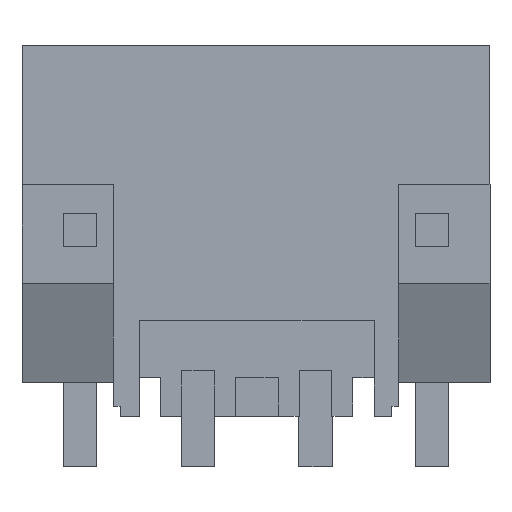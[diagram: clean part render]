
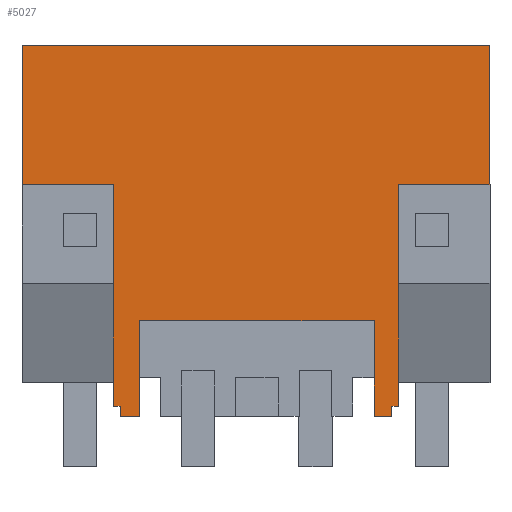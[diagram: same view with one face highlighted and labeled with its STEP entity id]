
A CAD part, front view. The second image highlights one B-rep face of the part: STEP entity #5027.
In plain terms, the highlighted planar face has unit normal (0, -1, 0).
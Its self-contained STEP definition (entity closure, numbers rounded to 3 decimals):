
#4997=AXIS2_PLACEMENT_3D('Plane Axis2P3D',#4994,#4995,#4996) ;
#1540=CARTESIAN_POINT('Line Origine',(3.5,0.,2.925)) ;
#1544=CARTESIAN_POINT('Vertex',(3.5,0.,1.5)) ;
#1546=CARTESIAN_POINT('Vertex',(3.5,0.,4.35)) ;
#1578=CARTESIAN_POINT('Vertex',(2.925,0.,1.5)) ;
#1581=CARTESIAN_POINT('Line Origine',(3.213,0.,1.5)) ;
#1599=CARTESIAN_POINT('Line Origine',(2.925,0.,1.65)) ;
#1603=CARTESIAN_POINT('Vertex',(2.925,0.,1.8)) ;
#1624=CARTESIAN_POINT('Line Origine',(2.825,0.,1.8)) ;
#1628=CARTESIAN_POINT('Vertex',(2.725,0.,1.8)) ;
#1649=CARTESIAN_POINT('Line Origine',(2.725,0.,5.1)) ;
#1653=CARTESIAN_POINT('Vertex',(2.725,0.,8.4)) ;
#1927=CARTESIAN_POINT('Vertex',(0.,0.,8.4)) ;
#1930=CARTESIAN_POINT('Line Origine',(0.,0.,10.475)) ;
#1934=CARTESIAN_POINT('Vertex',(0.,0.,12.55)) ;
#2033=CARTESIAN_POINT('Line Origine',(6.975,0.,12.55)) ;
#2037=CARTESIAN_POINT('Vertex',(13.95,0.,12.55)) ;
#3110=CARTESIAN_POINT('Line Origine',(13.95,0.,10.475)) ;
#3114=CARTESIAN_POINT('Vertex',(13.95,0.,8.4)) ;
#3382=CARTESIAN_POINT('Vertex',(11.225,0.,8.4)) ;
#3385=CARTESIAN_POINT('Line Origine',(11.225,0.,5.1)) ;
#3389=CARTESIAN_POINT('Vertex',(11.225,0.,1.8)) ;
#3413=CARTESIAN_POINT('Line Origine',(11.125,0.,1.8)) ;
#3417=CARTESIAN_POINT('Vertex',(11.025,0.,1.8)) ;
#3438=CARTESIAN_POINT('Line Origine',(11.025,0.,1.65)) ;
#3442=CARTESIAN_POINT('Vertex',(11.025,0.,1.5)) ;
#3463=CARTESIAN_POINT('Line Origine',(10.763,0.,1.5)) ;
#3467=CARTESIAN_POINT('Vertex',(10.5,0.,1.5)) ;
#3488=CARTESIAN_POINT('Line Origine',(10.5,0.,2.925)) ;
#3492=CARTESIAN_POINT('Vertex',(10.5,0.,4.35)) ;
#4549=CARTESIAN_POINT('Line Origine',(7.,0.,4.35)) ;
#4994=CARTESIAN_POINT('Axis2P3D Location',(0.,0.,1.5)) ;
#4999=CARTESIAN_POINT('Line Origine',(1.362,0.,8.4)) ;
#5004=CARTESIAN_POINT('Line Origine',(12.587,0.,8.4)) ;
#1541=DIRECTION('Vector Direction',(0.,0.,1.)) ;
#1582=DIRECTION('Vector Direction',(1.,0.,0.)) ;
#1600=DIRECTION('Vector Direction',(0.,0.,1.)) ;
#1625=DIRECTION('Vector Direction',(-1.,0.,0.)) ;
#1650=DIRECTION('Vector Direction',(0.,0.,-1.)) ;
#1931=DIRECTION('Vector Direction',(0.,0.,-1.)) ;
#2034=DIRECTION('Vector Direction',(1.,0.,0.)) ;
#3111=DIRECTION('Vector Direction',(0.,0.,-1.)) ;
#3386=DIRECTION('Vector Direction',(0.,0.,-1.)) ;
#3414=DIRECTION('Vector Direction',(1.,0.,0.)) ;
#3439=DIRECTION('Vector Direction',(0.,0.,1.)) ;
#3464=DIRECTION('Vector Direction',(1.,0.,0.)) ;
#3489=DIRECTION('Vector Direction',(0.,0.,1.)) ;
#4550=DIRECTION('Vector Direction',(-1.,0.,0.)) ;
#4995=DIRECTION('Axis2P3D Direction',(0.,1.,0.)) ;
#4996=DIRECTION('Axis2P3D XDirection',(0.,0.,-1.)) ;
#5000=DIRECTION('Vector Direction',(1.,0.,0.)) ;
#5005=DIRECTION('Vector Direction',(-1.,0.,0.)) ;
#1542=VECTOR('Line Direction',#1541,1.) ;
#1583=VECTOR('Line Direction',#1582,1.) ;
#1601=VECTOR('Line Direction',#1600,1.) ;
#1626=VECTOR('Line Direction',#1625,1.) ;
#1651=VECTOR('Line Direction',#1650,1.) ;
#1932=VECTOR('Line Direction',#1931,1.) ;
#2035=VECTOR('Line Direction',#2034,1.) ;
#3112=VECTOR('Line Direction',#3111,1.) ;
#3387=VECTOR('Line Direction',#3386,1.) ;
#3415=VECTOR('Line Direction',#3414,1.) ;
#3440=VECTOR('Line Direction',#3439,1.) ;
#3465=VECTOR('Line Direction',#3464,1.) ;
#3490=VECTOR('Line Direction',#3489,1.) ;
#4551=VECTOR('Line Direction',#4550,1.) ;
#5001=VECTOR('Line Direction',#5000,1.) ;
#5006=VECTOR('Line Direction',#5005,1.) ;
#5010=ORIENTED_EDGE('',*,*,#2039,.F.) ;
#5011=ORIENTED_EDGE('',*,*,#1936,.T.) ;
#5012=ORIENTED_EDGE('',*,*,#5003,.T.) ;
#5013=ORIENTED_EDGE('',*,*,#1655,.T.) ;
#5014=ORIENTED_EDGE('',*,*,#1630,.F.) ;
#5015=ORIENTED_EDGE('',*,*,#1605,.F.) ;
#5016=ORIENTED_EDGE('',*,*,#1585,.T.) ;
#5017=ORIENTED_EDGE('',*,*,#1548,.T.) ;
#5018=ORIENTED_EDGE('',*,*,#4553,.F.) ;
#5019=ORIENTED_EDGE('',*,*,#3494,.F.) ;
#5020=ORIENTED_EDGE('',*,*,#3469,.T.) ;
#5021=ORIENTED_EDGE('',*,*,#3444,.T.) ;
#5022=ORIENTED_EDGE('',*,*,#3419,.T.) ;
#5023=ORIENTED_EDGE('',*,*,#3391,.F.) ;
#5024=ORIENTED_EDGE('',*,*,#5008,.F.) ;
#5025=ORIENTED_EDGE('',*,*,#3116,.F.) ;
#5027=ADVANCED_FACE('HOUSING',(#5026),#4998,.F.) ;
#1548=EDGE_CURVE('',#1545,#1547,#1543,.T.) ;
#1585=EDGE_CURVE('',#1579,#1545,#1584,.T.) ;
#1605=EDGE_CURVE('',#1579,#1604,#1602,.T.) ;
#1630=EDGE_CURVE('',#1604,#1629,#1627,.T.) ;
#1655=EDGE_CURVE('',#1654,#1629,#1652,.T.) ;
#1936=EDGE_CURVE('',#1935,#1928,#1933,.T.) ;
#2039=EDGE_CURVE('',#1935,#2038,#2036,.T.) ;
#3116=EDGE_CURVE('',#2038,#3115,#3113,.T.) ;
#3391=EDGE_CURVE('',#3383,#3390,#3388,.T.) ;
#3419=EDGE_CURVE('',#3418,#3390,#3416,.T.) ;
#3444=EDGE_CURVE('',#3443,#3418,#3441,.T.) ;
#3469=EDGE_CURVE('',#3468,#3443,#3466,.T.) ;
#3494=EDGE_CURVE('',#3468,#3493,#3491,.T.) ;
#4553=EDGE_CURVE('',#3493,#1547,#4552,.T.) ;
#5003=EDGE_CURVE('',#1928,#1654,#5002,.T.) ;
#5008=EDGE_CURVE('',#3115,#3383,#5007,.T.) ;
#5009=EDGE_LOOP('',(#5010,#5011,#5012,#5013,#5014,#5015,#5016,#5017,#5018,#5019,#5020,#5021,#5022,#5023,#5024,#5025)) ;
#5026=FACE_OUTER_BOUND('',#5009,.T.) ;
#1543=LINE('Line',#1540,#1542) ;
#1584=LINE('Line',#1581,#1583) ;
#1602=LINE('Line',#1599,#1601) ;
#1627=LINE('Line',#1624,#1626) ;
#1652=LINE('Line',#1649,#1651) ;
#1933=LINE('Line',#1930,#1932) ;
#2036=LINE('Line',#2033,#2035) ;
#3113=LINE('Line',#3110,#3112) ;
#3388=LINE('Line',#3385,#3387) ;
#3416=LINE('Line',#3413,#3415) ;
#3441=LINE('Line',#3438,#3440) ;
#3466=LINE('Line',#3463,#3465) ;
#3491=LINE('Line',#3488,#3490) ;
#4552=LINE('Line',#4549,#4551) ;
#5002=LINE('Line',#4999,#5001) ;
#5007=LINE('Line',#5004,#5006) ;
#4998=PLANE('',#4997) ;
#1545=VERTEX_POINT('',#1544) ;
#1547=VERTEX_POINT('',#1546) ;
#1579=VERTEX_POINT('',#1578) ;
#1604=VERTEX_POINT('',#1603) ;
#1629=VERTEX_POINT('',#1628) ;
#1654=VERTEX_POINT('',#1653) ;
#1928=VERTEX_POINT('',#1927) ;
#1935=VERTEX_POINT('',#1934) ;
#2038=VERTEX_POINT('',#2037) ;
#3115=VERTEX_POINT('',#3114) ;
#3383=VERTEX_POINT('',#3382) ;
#3390=VERTEX_POINT('',#3389) ;
#3418=VERTEX_POINT('',#3417) ;
#3443=VERTEX_POINT('',#3442) ;
#3468=VERTEX_POINT('',#3467) ;
#3493=VERTEX_POINT('',#3492) ;
